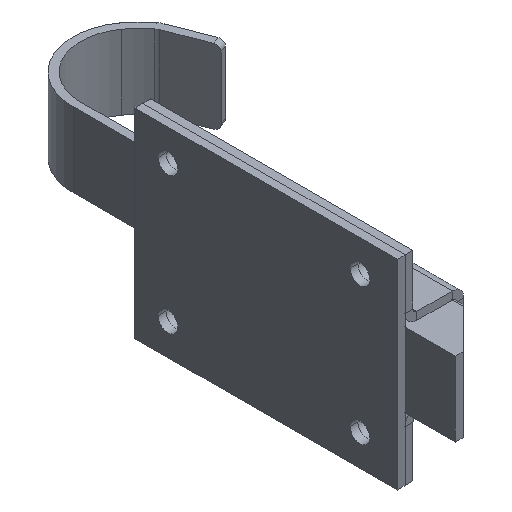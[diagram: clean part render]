
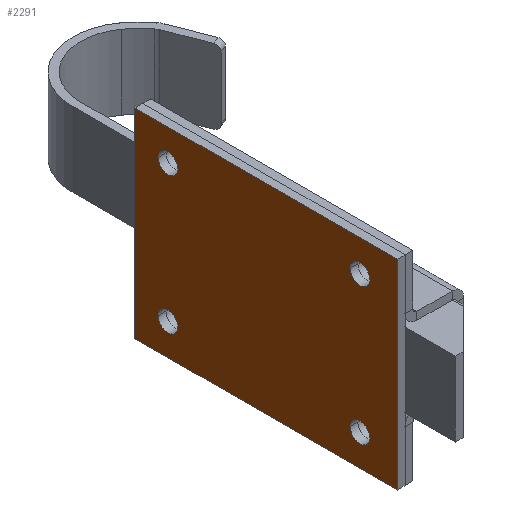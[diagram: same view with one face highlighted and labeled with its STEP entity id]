
A CAD part, isometric view. The second image highlights one B-rep face of the part: STEP entity #2291.
In plain terms, the highlighted planar face has unit normal (-1, 0, 0).
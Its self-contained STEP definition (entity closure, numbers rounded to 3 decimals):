
#31 = VECTOR ( 'NONE', #6467, 1000. ) ;
#213 = DIRECTION ( 'NONE',  ( -1., 0., 0. ) ) ;
#523 = DIRECTION ( 'NONE',  ( 1., 0., 0. ) ) ;
#912 = CIRCLE ( 'NONE', #1644, 2.5 ) ;
#943 = DIRECTION ( 'NONE',  ( -1., 0., 0. ) ) ;
#1016 = CARTESIAN_POINT ( 'NONE',  ( -1.116, -10.09, -17.5 ) ) ;
#1065 = VERTEX_POINT ( 'NONE', #3093 ) ;
#1218 = VECTOR ( 'NONE', #6238, 1000. ) ;
#1373 = CIRCLE ( 'NONE', #8251, 2.5 ) ;
#1374 = AXIS2_PLACEMENT_3D ( 'NONE', #13188, #14387, #5833 ) ;
#1436 = CARTESIAN_POINT ( 'NONE',  ( -1.116, -12.59, -17.5 ) ) ;
#1644 = AXIS2_PLACEMENT_3D ( 'NONE', #13936, #943, #11087 ) ;
#1886 = DIRECTION ( 'NONE',  ( 0., 1., 0. ) ) ;
#2044 = CARTESIAN_POINT ( 'NONE',  ( -1.116, -71.151, -25.5 ) ) ;
#2232 = DIRECTION ( 'NONE',  ( 0., -1., 0. ) ) ;
#2291 = ADVANCED_FACE ( 'NONE', ( #17226, #10452, #4756, #6586, #3191 ), #13440, .F. ) ;
#2534 = CARTESIAN_POINT ( 'NONE',  ( -1.116, -71.151, 25.5 ) ) ;
#3057 = CIRCLE ( 'NONE', #15080, 2.5 ) ;
#3093 = CARTESIAN_POINT ( 'NONE',  ( -1.116, -4.151, -25.5 ) ) ;
#3114 = VERTEX_POINT ( 'NONE', #5094 ) ;
#3144 = EDGE_LOOP ( 'NONE', ( #18713, #15082 ) ) ;
#3191 = FACE_OUTER_BOUND ( 'NONE', #4717, .T. ) ;
#3366 = VERTEX_POINT ( 'NONE', #7634 ) ;
#3608 = CARTESIAN_POINT ( 'NONE',  ( -1.116, -71.151, -25.5 ) ) ;
#3643 = AXIS2_PLACEMENT_3D ( 'NONE', #15099, #3689, #2232 ) ;
#3689 = DIRECTION ( 'NONE',  ( -1., 0., 0. ) ) ;
#3724 = DIRECTION ( 'NONE',  ( 0., -1., 0. ) ) ;
#3797 = EDGE_LOOP ( 'NONE', ( #13042, #11990 ) ) ;
#4005 = CIRCLE ( 'NONE', #3643, 2.5 ) ;
#4070 = VERTEX_POINT ( 'NONE', #17004 ) ;
#4339 = DIRECTION ( 'NONE',  ( 0., -1., 0. ) ) ;
#4555 = CARTESIAN_POINT ( 'NONE',  ( -1.116, -10.09, 17.5 ) ) ;
#4685 = VECTOR ( 'NONE', #17543, 1000. ) ;
#4717 = EDGE_LOOP ( 'NONE', ( #7107, #5298, #13306, #13842 ) ) ;
#4756 = FACE_BOUND ( 'NONE', #13277, .T. ) ;
#4788 = EDGE_CURVE ( 'NONE', #3366, #7416, #4005, .T. ) ;
#4818 = CARTESIAN_POINT ( 'NONE',  ( -1.116, -61.59, 17.5 ) ) ;
#5094 = CARTESIAN_POINT ( 'NONE',  ( -1.116, -64.09, 17.5 ) ) ;
#5201 = AXIS2_PLACEMENT_3D ( 'NONE', #9206, #523, #7683 ) ;
#5238 = CIRCLE ( 'NONE', #12784, 2.5 ) ;
#5298 = ORIENTED_EDGE ( 'NONE', *, *, #18227, .T. ) ;
#5833 = DIRECTION ( 'NONE',  ( 0., -1., 0. ) ) ;
#5906 = ORIENTED_EDGE ( 'NONE', *, *, #5912, .F. ) ;
#5912 = EDGE_CURVE ( 'NONE', #17890, #17267, #6943, .T. ) ;
#6238 = DIRECTION ( 'NONE',  ( 0., 0., 1. ) ) ;
#6467 = DIRECTION ( 'NONE',  ( 0., -1., 0. ) ) ;
#6586 = FACE_BOUND ( 'NONE', #3797, .T. ) ;
#6943 = CIRCLE ( 'NONE', #10221, 2.5 ) ;
#7107 = ORIENTED_EDGE ( 'NONE', *, *, #14280, .T. ) ;
#7135 = EDGE_CURVE ( 'NONE', #7416, #3366, #13937, .T. ) ;
#7242 = VERTEX_POINT ( 'NONE', #10569 ) ;
#7416 = VERTEX_POINT ( 'NONE', #17885 ) ;
#7559 = CARTESIAN_POINT ( 'NONE',  ( -1.116, -61.59, 17.5 ) ) ;
#7634 = CARTESIAN_POINT ( 'NONE',  ( -1.116, -59.09, -17.5 ) ) ;
#7683 = DIRECTION ( 'NONE',  ( 0., 1., 0. ) ) ;
#7865 = ORIENTED_EDGE ( 'NONE', *, *, #13443, .F. ) ;
#8105 = EDGE_CURVE ( 'NONE', #12368, #13223, #3057, .T. ) ;
#8228 = CARTESIAN_POINT ( 'NONE',  ( -1.116, -71.151, 25.5 ) ) ;
#8251 = AXIS2_PLACEMENT_3D ( 'NONE', #4818, #13332, #10727 ) ;
#8546 = CARTESIAN_POINT ( 'NONE',  ( -1.116, -15.09, 17.5 ) ) ;
#8877 = LINE ( 'NONE', #3608, #31 ) ;
#9206 = CARTESIAN_POINT ( 'NONE',  ( -1.116, 0., 0. ) ) ;
#9296 = EDGE_CURVE ( 'NONE', #17597, #16944, #13224, .T. ) ;
#9448 = DIRECTION ( 'NONE',  ( -1., 0., 0. ) ) ;
#9723 = CARTESIAN_POINT ( 'NONE',  ( -1.116, -71.151, -25.5 ) ) ;
#9771 = VECTOR ( 'NONE', #18338, 1000. ) ;
#10221 = AXIS2_PLACEMENT_3D ( 'NONE', #17516, #13430, #1886 ) ;
#10438 = EDGE_CURVE ( 'NONE', #13223, #12368, #5238, .T. ) ;
#10452 = FACE_BOUND ( 'NONE', #3144, .T. ) ;
#10569 = CARTESIAN_POINT ( 'NONE',  ( -1.116, -4.151, 25.5 ) ) ;
#10727 = DIRECTION ( 'NONE',  ( 0., 1., 0. ) ) ;
#10906 = EDGE_CURVE ( 'NONE', #3114, #4070, #12287, .T. ) ;
#11087 = DIRECTION ( 'NONE',  ( 0., 1., 0. ) ) ;
#11466 = AXIS2_PLACEMENT_3D ( 'NONE', #7559, #213, #11931 ) ;
#11484 = EDGE_CURVE ( 'NONE', #1065, #17597, #8877, .T. ) ;
#11587 = DIRECTION ( 'NONE',  ( -1., 0., 0. ) ) ;
#11685 = CARTESIAN_POINT ( 'NONE',  ( -1.116, -15.09, -17.5 ) ) ;
#11781 = CARTESIAN_POINT ( 'NONE',  ( -1.116, -4.151, -25.5 ) ) ;
#11931 = DIRECTION ( 'NONE',  ( 0., 1., 0. ) ) ;
#11990 = ORIENTED_EDGE ( 'NONE', *, *, #8105, .F. ) ;
#12287 = CIRCLE ( 'NONE', #11466, 2.5 ) ;
#12368 = VERTEX_POINT ( 'NONE', #1016 ) ;
#12448 = ORIENTED_EDGE ( 'NONE', *, *, #7135, .F. ) ;
#12784 = AXIS2_PLACEMENT_3D ( 'NONE', #1436, #11587, #4339 ) ;
#13001 = EDGE_LOOP ( 'NONE', ( #7865, #5906 ) ) ;
#13042 = ORIENTED_EDGE ( 'NONE', *, *, #10438, .F. ) ;
#13079 = LINE ( 'NONE', #11781, #4685 ) ;
#13188 = CARTESIAN_POINT ( 'NONE',  ( -1.116, -61.59, -17.5 ) ) ;
#13223 = VERTEX_POINT ( 'NONE', #11685 ) ;
#13224 = LINE ( 'NONE', #2044, #1218 ) ;
#13277 = EDGE_LOOP ( 'NONE', ( #12448, #17545 ) ) ;
#13306 = ORIENTED_EDGE ( 'NONE', *, *, #11484, .T. ) ;
#13332 = DIRECTION ( 'NONE',  ( -1., 0., 0. ) ) ;
#13430 = DIRECTION ( 'NONE',  ( -1., 0., 0. ) ) ;
#13440 = PLANE ( 'NONE',  #5201 ) ;
#13443 = EDGE_CURVE ( 'NONE', #17267, #17890, #912, .T. ) ;
#13842 = ORIENTED_EDGE ( 'NONE', *, *, #9296, .T. ) ;
#13936 = CARTESIAN_POINT ( 'NONE',  ( -1.116, -12.59, 17.5 ) ) ;
#13937 = CIRCLE ( 'NONE', #1374, 2.5 ) ;
#14280 = EDGE_CURVE ( 'NONE', #16944, #7242, #17660, .T. ) ;
#14387 = DIRECTION ( 'NONE',  ( -1., 0., 0. ) ) ;
#15080 = AXIS2_PLACEMENT_3D ( 'NONE', #16682, #9448, #3724 ) ;
#15082 = ORIENTED_EDGE ( 'NONE', *, *, #15822, .F. ) ;
#15099 = CARTESIAN_POINT ( 'NONE',  ( -1.116, -61.59, -17.5 ) ) ;
#15822 = EDGE_CURVE ( 'NONE', #4070, #3114, #1373, .T. ) ;
#16682 = CARTESIAN_POINT ( 'NONE',  ( -1.116, -12.59, -17.5 ) ) ;
#16944 = VERTEX_POINT ( 'NONE', #2534 ) ;
#17004 = CARTESIAN_POINT ( 'NONE',  ( -1.116, -59.09, 17.5 ) ) ;
#17226 = FACE_BOUND ( 'NONE', #13001, .T. ) ;
#17267 = VERTEX_POINT ( 'NONE', #8546 ) ;
#17516 = CARTESIAN_POINT ( 'NONE',  ( -1.116, -12.59, 17.5 ) ) ;
#17543 = DIRECTION ( 'NONE',  ( 0., 0., -1. ) ) ;
#17545 = ORIENTED_EDGE ( 'NONE', *, *, #4788, .F. ) ;
#17597 = VERTEX_POINT ( 'NONE', #9723 ) ;
#17660 = LINE ( 'NONE', #8228, #9771 ) ;
#17885 = CARTESIAN_POINT ( 'NONE',  ( -1.116, -64.09, -17.5 ) ) ;
#17890 = VERTEX_POINT ( 'NONE', #4555 ) ;
#18227 = EDGE_CURVE ( 'NONE', #7242, #1065, #13079, .T. ) ;
#18338 = DIRECTION ( 'NONE',  ( 0., 1., 0. ) ) ;
#18713 = ORIENTED_EDGE ( 'NONE', *, *, #10906, .F. ) ;
